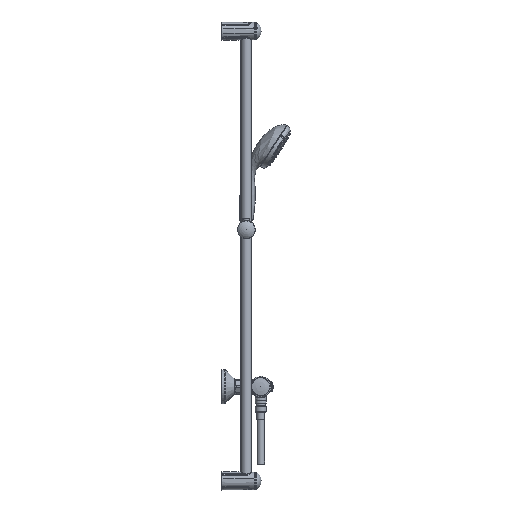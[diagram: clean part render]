
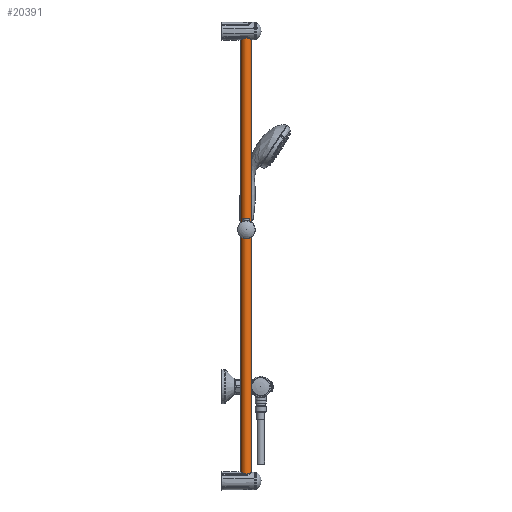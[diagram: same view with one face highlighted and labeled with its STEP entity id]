
A CAD part, front view. The second image highlights one B-rep face of the part: STEP entity #20391.
In plain terms, the highlighted cylindrical face has radius 10.9 mm (diameter 21.8 mm), a full revolution.
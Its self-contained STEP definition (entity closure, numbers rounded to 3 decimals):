
#1265=CIRCLE('',#23377,10.9);
#1266=CIRCLE('',#23378,10.9);
#2178=CYLINDRICAL_SURFACE('',#23376,10.9);
#5045=ORIENTED_EDGE('',*,*,#9261,.F.);
#5046=ORIENTED_EDGE('',*,*,#9262,.F.);
#5047=ORIENTED_EDGE('',*,*,#9263,.T.);
#5048=ORIENTED_EDGE('',*,*,#9264,.F.);
#9261=EDGE_CURVE('',#12409,#12409,#14970,.T.);
#9262=EDGE_CURVE('',#12410,#12410,#14971,.T.);
#9263=EDGE_CURVE('',#12411,#12411,#1265,.T.);
#9264=EDGE_CURVE('',#12412,#12412,#1266,.T.);
#12409=VERTEX_POINT('',#41027);
#12410=VERTEX_POINT('',#41039);
#12411=VERTEX_POINT('',#41041);
#12412=VERTEX_POINT('',#41043);
#14970=B_SPLINE_CURVE_WITH_KNOTS('',3,(#41016,#41017,#41018,#41019,#41020,
#41021,#41022,#41023,#41024,#41025,#41026),.UNSPECIFIED.,.T.,.F.,(1,1,1,
1,1,1,1,1,1,1,1,1,1,1,1),(-0.005,-0.003,-0.002,
0.,0.002,0.003,0.005,0.007,
0.008,0.01,0.012,0.013,
0.015,0.017,0.019),.UNSPECIFIED.);
#14971=B_SPLINE_CURVE_WITH_KNOTS('',3,(#41028,#41029,#41030,#41031,#41032,
#41033,#41034,#41035,#41036,#41037,#41038),.UNSPECIFIED.,.T.,.F.,(1,1,1,
1,1,1,1,1,1,1,1,1,1,1,1),(-0.005,-0.003,-0.002,
0.,0.002,0.003,0.005,
0.007,0.008,0.01,0.012,
0.013,0.015,0.017,0.019),
 .UNSPECIFIED.);
#16957=EDGE_LOOP('',(#5045));
#16958=EDGE_LOOP('',(#5046));
#16959=EDGE_LOOP('',(#5047));
#16960=EDGE_LOOP('',(#5048));
#18671=FACE_BOUND('',#16957,.T.);
#18672=FACE_BOUND('',#16958,.T.);
#18673=FACE_BOUND('',#16959,.T.);
#18674=FACE_BOUND('',#16960,.T.);
#20391=ADVANCED_FACE('',(#18671,#18672,#18673,#18674),#2178,.T.);
#23376=AXIS2_PLACEMENT_3D('',#41015,#25838,#25839);
#23377=AXIS2_PLACEMENT_3D('',#41040,#25840,#25841);
#23378=AXIS2_PLACEMENT_3D('',#41042,#25842,#25843);
#25838=DIRECTION('',(0.,0.,-1.));
#25839=DIRECTION('',(0.,-1.,0.));
#25840=DIRECTION('',(0.,0.,-1.));
#25841=DIRECTION('',(0.,1.,0.));
#25842=DIRECTION('',(0.,0.,-1.));
#25843=DIRECTION('',(0.,1.,0.));
#41015=CARTESIAN_POINT('',(93.622,-509.282,595.07));
#41016=CARTESIAN_POINT('',(104.416,-507.596,-298.347));
#41017=CARTESIAN_POINT('',(104.575,-509.283,-297.647));
#41018=CARTESIAN_POINT('',(104.416,-510.967,-298.347));
#41019=CARTESIAN_POINT('',(104.254,-511.665,-300.028));
#41020=CARTESIAN_POINT('',(104.416,-510.968,-301.715));
#41021=CARTESIAN_POINT('',(104.575,-509.283,-302.413));
#41022=CARTESIAN_POINT('',(104.416,-507.599,-301.717));
#41023=CARTESIAN_POINT('',(104.254,-506.9,-300.032));
#41024=CARTESIAN_POINT('',(104.416,-507.596,-298.347));
#41025=CARTESIAN_POINT('',(104.575,-509.283,-297.647));
#41026=CARTESIAN_POINT('',(104.416,-510.967,-298.347));
#41027=CARTESIAN_POINT('',(104.522,-509.282,-297.88));
#41028=CARTESIAN_POINT('',(104.416,-507.596,591.853));
#41029=CARTESIAN_POINT('',(104.575,-509.283,592.553));
#41030=CARTESIAN_POINT('',(104.416,-510.967,591.853));
#41031=CARTESIAN_POINT('',(104.254,-511.665,590.172));
#41032=CARTESIAN_POINT('',(104.416,-510.968,588.485));
#41033=CARTESIAN_POINT('',(104.575,-509.283,587.787));
#41034=CARTESIAN_POINT('',(104.416,-507.599,588.483));
#41035=CARTESIAN_POINT('',(104.254,-506.9,590.168));
#41036=CARTESIAN_POINT('',(104.416,-507.596,591.853));
#41037=CARTESIAN_POINT('',(104.575,-509.283,592.553));
#41038=CARTESIAN_POINT('',(104.416,-510.967,591.853));
#41039=CARTESIAN_POINT('',(104.522,-509.282,592.32));
#41040=CARTESIAN_POINT('',(93.622,-509.282,595.07));
#41041=CARTESIAN_POINT('',(93.622,-498.382,595.07));
#41042=CARTESIAN_POINT('',(93.622,-509.282,-304.93));
#41043=CARTESIAN_POINT('',(93.622,-498.382,-304.93));
